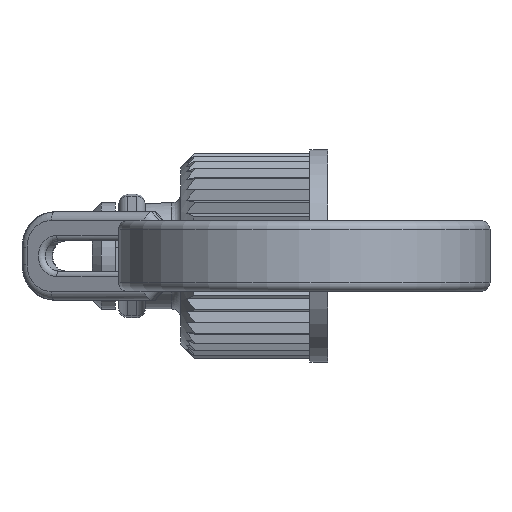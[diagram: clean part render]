
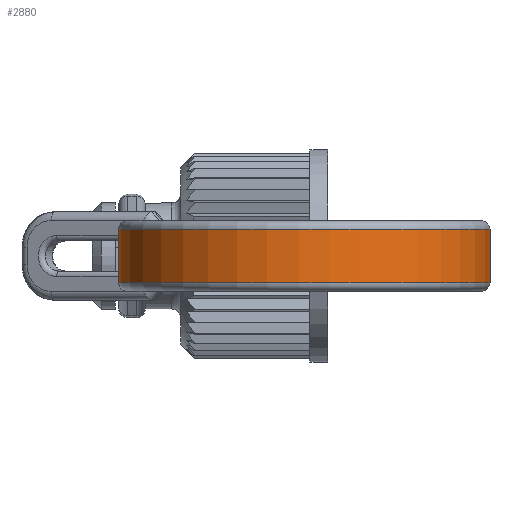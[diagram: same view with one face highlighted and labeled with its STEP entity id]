
A CAD part, front view. The second image highlights one B-rep face of the part: STEP entity #2880.
In plain terms, the highlighted cylindrical face has radius 10.5 mm (diameter 21 mm), a partial arc.
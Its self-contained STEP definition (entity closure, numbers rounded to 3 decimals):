
#645=FACE_OUTER_BOUND('',#3641,.T.);
#1065=LINE('',#13860,#1721);
#1338=LINE('',#15601,#1994);
#1721=VECTOR('',#10633,1.);
#1994=VECTOR('',#12028,1.);
#2381=CYLINDRICAL_SURFACE('',#9555,10.5);
#2880=ADVANCED_FACE('',(#645),#2381,.T.);
#3641=EDGE_LOOP('',(#5979,#5980,#5981,#5982));
#5979=ORIENTED_EDGE('',*,*,#7613,.T.);
#5980=ORIENTED_EDGE('',*,*,#8201,.T.);
#5981=ORIENTED_EDGE('',*,*,#8187,.F.);
#5982=ORIENTED_EDGE('',*,*,#8202,.T.);
#6727=VERTEX_POINT('',#13859);
#6728=VERTEX_POINT('',#13861);
#6984=VERTEX_POINT('',#15602);
#6985=VERTEX_POINT('',#15603);
#7613=EDGE_CURVE('',#6728,#6727,#1065,.T.);
#8187=EDGE_CURVE('',#6984,#6985,#1338,.T.);
#8201=EDGE_CURVE('',#6727,#6985,#8640,.T.);
#8202=EDGE_CURVE('',#6984,#6728,#8641,.T.);
#8640=CIRCLE('',#9553,10.5);
#8641=CIRCLE('',#9554,10.5);
#9553=AXIS2_PLACEMENT_3D('',#15630,#12048,#12049);
#9554=AXIS2_PLACEMENT_3D('',#15631,#12050,#12051);
#9555=AXIS2_PLACEMENT_3D('',#15632,#12052,#12053);
#10633=DIRECTION('',(0.,0.,-1.));
#12028=DIRECTION('',(0.,0.,-1.));
#12048=DIRECTION('',(0.,0.,1.));
#12049=DIRECTION('',(0.,1.,0.));
#12050=DIRECTION('',(0.,0.,-1.));
#12051=DIRECTION('',(0.,1.,0.));
#12052=DIRECTION('',(0.,0.,-1.));
#12053=DIRECTION('',(1.,0.,0.));
#13859=CARTESIAN_POINT('',(1.5,-133.477,-1.5));
#13860=CARTESIAN_POINT('',(1.5,-133.477,2.));
#13861=CARTESIAN_POINT('',(1.5,-133.477,1.5));
#15601=CARTESIAN_POINT('',(16.437,-123.961,2.));
#15602=CARTESIAN_POINT('',(16.437,-123.961,1.5));
#15603=CARTESIAN_POINT('',(16.437,-123.961,-1.5));
#15630=CARTESIAN_POINT('',(12.,-133.477,-1.5));
#15631=CARTESIAN_POINT('',(12.,-133.477,1.5));
#15632=CARTESIAN_POINT('',(12.,-133.477,2.));
